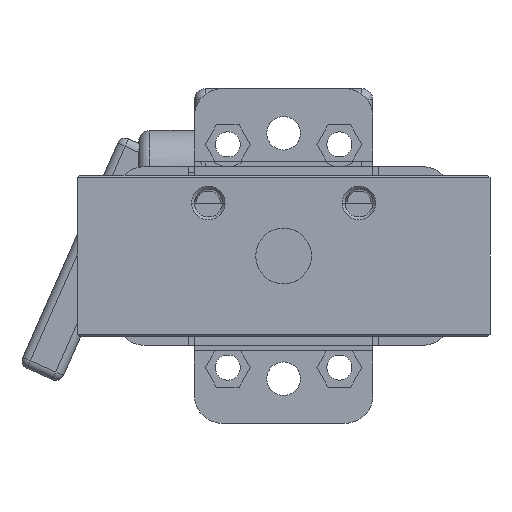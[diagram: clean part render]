
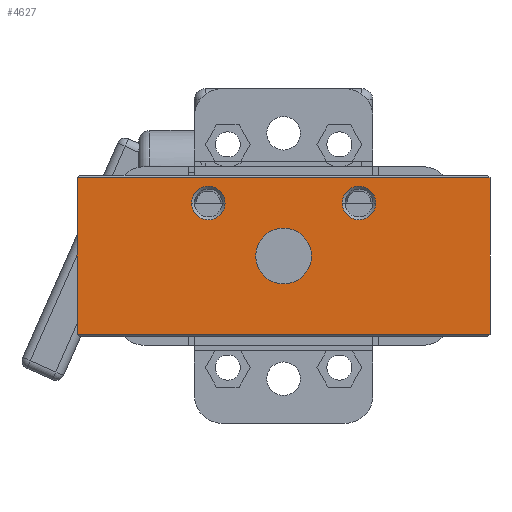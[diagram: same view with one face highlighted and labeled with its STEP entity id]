
A CAD part, front view. The second image highlights one B-rep face of the part: STEP entity #4627.
In plain terms, the highlighted planar face has unit normal (0, -1, 0).
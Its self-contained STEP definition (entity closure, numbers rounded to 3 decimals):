
#4627=ADVANCED_FACE('',(#9330,#9331,#9332,#9333),#9334,.F.);
#9330=FACE_BOUND('',#14003,.T.);
#9331=FACE_BOUND('',#14004,.T.);
#9332=FACE_BOUND('',#14005,.T.);
#9333=FACE_OUTER_BOUND('',#14006,.T.);
#9334=PLANE('',#14007);
#14003=EDGE_LOOP('',(#27840,#27841));
#14004=EDGE_LOOP('',(#27842,#27843));
#14005=EDGE_LOOP('',(#27844,#27845));
#14006=EDGE_LOOP('',(#27846,#27847,#27848,#27849));
#14007=AXIS2_PLACEMENT_3D('',#27850,#27851,#27852);
#27840=ORIENTED_EDGE('',*,*,#33336,.T.);
#27841=ORIENTED_EDGE('',*,*,#33171,.T.);
#27842=ORIENTED_EDGE('',*,*,#33343,.T.);
#27843=ORIENTED_EDGE('',*,*,#33158,.T.);
#27844=ORIENTED_EDGE('',*,*,#33145,.T.);
#27845=ORIENTED_EDGE('',*,*,#33386,.T.);
#27846=ORIENTED_EDGE('',*,*,#33365,.T.);
#27847=ORIENTED_EDGE('',*,*,#33387,.T.);
#27848=ORIENTED_EDGE('',*,*,#33368,.T.);
#27849=ORIENTED_EDGE('',*,*,#33388,.F.);
#27850=CARTESIAN_POINT('',(0.0,0.0,14.5));
#27851=DIRECTION('',(0.0,1.0,0.0));
#27852=DIRECTION('',(0.0,0.0,1.0));
#33145=EDGE_CURVE('',#41057,#41061,#41063,.T.);
#33158=EDGE_CURVE('',#41080,#41082,#41084,.T.);
#33171=EDGE_CURVE('',#41101,#41103,#41105,.T.);
#33336=EDGE_CURVE('',#41103,#41101,#41340,.T.);
#33343=EDGE_CURVE('',#41082,#41080,#41347,.T.);
#33365=EDGE_CURVE('',#41374,#41378,#41380,.T.);
#33368=EDGE_CURVE('',#41385,#41382,#41386,.T.);
#33386=EDGE_CURVE('',#41061,#41057,#41410,.T.);
#33387=EDGE_CURVE('',#41378,#41385,#41411,.T.);
#33388=EDGE_CURVE('',#41374,#41382,#41412,.T.);
#41057=VERTEX_POINT('',#52986);
#41061=VERTEX_POINT('',#52991);
#41063=CIRCLE('',#52994,5.0);
#41080=VERTEX_POINT('',#53015);
#41082=VERTEX_POINT('',#53018);
#41084=CIRCLE('',#53021,3.0);
#41101=VERTEX_POINT('',#53042);
#41103=VERTEX_POINT('',#53045);
#41105=CIRCLE('',#53048,3.0);
#41340=CIRCLE('',#53466,3.0);
#41347=CIRCLE('',#53473,3.0);
#41374=VERTEX_POINT('',#53509);
#41378=VERTEX_POINT('',#53515);
#41380=LINE('',#53518,#53519);
#41382=VERTEX_POINT('',#53521);
#41385=VERTEX_POINT('',#53525);
#41386=LINE('',#53526,#53527);
#41410=CIRCLE('',#53563,5.0);
#41411=LINE('',#53564,#53565);
#41412=LINE('',#53566,#53567);
#52986=CARTESIAN_POINT('',(5.0,0.0,14.5));
#52991=CARTESIAN_POINT('',(-5.0,0.0,14.5));
#52994=AXIS2_PLACEMENT_3D('',#59675,#59676,#59677);
#53015=CARTESIAN_POINT('',(10.5,0.0,24.0));
#53018=CARTESIAN_POINT('',(16.5,0.0,24.0));
#53021=AXIS2_PLACEMENT_3D('',#59693,#59694,#59695);
#53042=CARTESIAN_POINT('',(-16.5,0.0,24.0));
#53045=CARTESIAN_POINT('',(-10.5,0.0,24.0));
#53048=AXIS2_PLACEMENT_3D('',#59711,#59712,#59713);
#53466=AXIS2_PLACEMENT_3D('',#59941,#59942,#59943);
#53473=AXIS2_PLACEMENT_3D('',#59953,#59954,#59955);
#53509=CARTESIAN_POINT('',(37.0,0.0,28.5));
#53515=CARTESIAN_POINT('',(-37.0,0.0,28.5));
#53518=CARTESIAN_POINT('',(-22.2,0.0,28.5));
#53519=VECTOR('',#59980,1.0);
#53521=CARTESIAN_POINT('',(37.0,0.0,0.5));
#53525=CARTESIAN_POINT('',(-37.0,0.0,0.5));
#53526=CARTESIAN_POINT('',(-22.2,0.0,0.5));
#53527=VECTOR('',#59982,1.0);
#53563=AXIS2_PLACEMENT_3D('',#59995,#59996,#59997);
#53564=CARTESIAN_POINT('',(-37.0,0.0,14.5));
#53565=VECTOR('',#59998,1.0);
#53566=CARTESIAN_POINT('',(37.0,0.0,14.5));
#53567=VECTOR('',#59999,1.0);
#59675=CARTESIAN_POINT('',(0.0,0.0,14.5));
#59676=DIRECTION('',(-0.0,1.0,0.0));
#59677=DIRECTION('',(1.0,0.0,0.0));
#59693=CARTESIAN_POINT('',(13.5,0.0,24.0));
#59694=DIRECTION('',(-0.0,1.0,0.0));
#59695=DIRECTION('',(1.0,0.0,0.0));
#59711=CARTESIAN_POINT('',(-13.5,0.0,24.0));
#59712=DIRECTION('',(-0.0,1.0,0.0));
#59713=DIRECTION('',(1.0,0.0,0.0));
#59941=CARTESIAN_POINT('',(-13.5,0.0,24.0));
#59942=DIRECTION('',(-0.0,1.0,0.0));
#59943=DIRECTION('',(1.0,0.0,0.0));
#59953=CARTESIAN_POINT('',(13.5,0.0,24.0));
#59954=DIRECTION('',(-0.0,1.0,0.0));
#59955=DIRECTION('',(1.0,0.0,0.0));
#59980=DIRECTION('',(-1.0,0.0,0.0));
#59982=DIRECTION('',(1.0,0.0,0.0));
#59995=CARTESIAN_POINT('',(0.0,0.0,14.5));
#59996=DIRECTION('',(-0.0,1.0,0.0));
#59997=DIRECTION('',(1.0,0.0,0.0));
#59998=DIRECTION('',(0.0,0.0,-1.0));
#59999=DIRECTION('',(0.0,0.0,-1.0));
